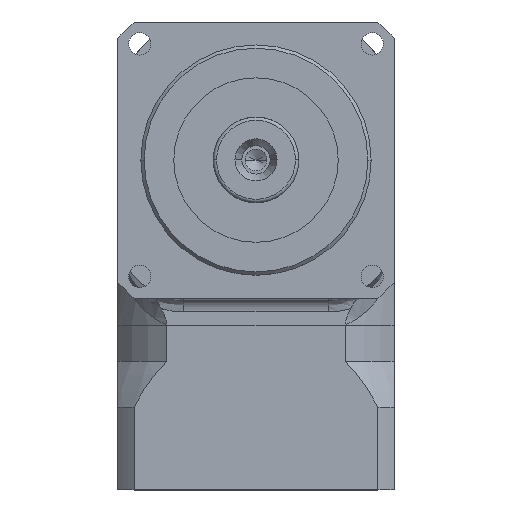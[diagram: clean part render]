
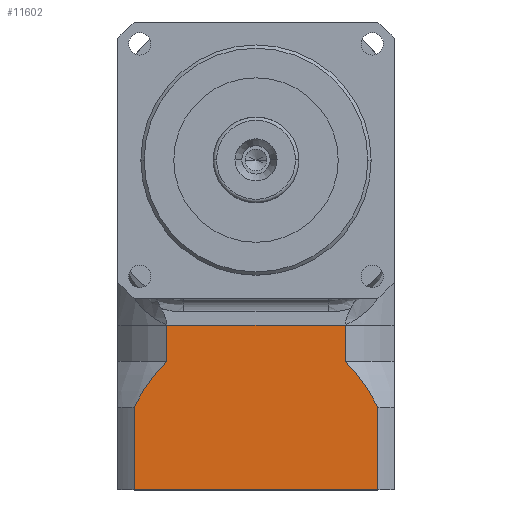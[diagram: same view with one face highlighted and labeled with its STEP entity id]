
A CAD part, top view. The second image highlights one B-rep face of the part: STEP entity #11602.
In plain terms, the highlighted planar face has unit normal (0, 0, 1).
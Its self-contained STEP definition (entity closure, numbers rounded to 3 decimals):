
#99 = CARTESIAN_POINT ( 'NONE',  ( 18.52, 0., 21. ) ) ;
#114 = ORIENTED_EDGE ( 'NONE', *, *, #5619, .T. ) ;
#234 = EDGE_CURVE ( 'NONE', #12720, #11581, #3153, .T. ) ;
#252 = EDGE_CURVE ( 'NONE', #8199, #688, #10250, .T. ) ;
#335 = CARTESIAN_POINT ( 'NONE',  ( -18.52, 12.5, 21. ) ) ;
#385 = CARTESIAN_POINT ( 'NONE',  ( -14.582, 18.49, 21. ) ) ;
#688 = VERTEX_POINT ( 'NONE', #11161 ) ;
#878 = CARTESIAN_POINT ( 'NONE',  ( -18.52, 23.735, 21. ) ) ;
#974 = DIRECTION ( 'NONE',  ( 0., -1., 0. ) ) ;
#985 = CARTESIAN_POINT ( 'NONE',  ( -13.565, 25., 21. ) ) ;
#1057 = VERTEX_POINT ( 'NONE', #4264 ) ;
#1132 = ORIENTED_EDGE ( 'NONE', *, *, #7625, .T. ) ;
#1275 = CARTESIAN_POINT ( 'NONE',  ( 21., 0., 21. ) ) ;
#1417 = VECTOR ( 'NONE', #11055, 1000. ) ;
#1433 = CARTESIAN_POINT ( 'NONE',  ( -13.565, 19.5, 21. ) ) ;
#1575 = VECTOR ( 'NONE', #974, 1000. ) ;
#1759 = DIRECTION ( 'NONE',  ( 1., 0., 0. ) ) ;
#2879 = CARTESIAN_POINT ( 'NONE',  ( 16.746, 15.632, 21. ) ) ;
#3073 = ORIENTED_EDGE ( 'NONE', *, *, #234, .T. ) ;
#3153 = LINE ( 'NONE', #3966, #1417 ) ;
#3258 = FACE_OUTER_BOUND ( 'NONE', #10802, .T. ) ;
#3649 = AXIS2_PLACEMENT_3D ( 'NONE', #8855, #4758, #1759 ) ;
#3679 = CARTESIAN_POINT ( 'NONE',  ( 13.565, 19.5, 21. ) ) ;
#3754 = PLANE ( 'NONE',  #3649 ) ;
#3966 = CARTESIAN_POINT ( 'NONE',  ( -13.565, 23.735, 21. ) ) ;
#4264 = CARTESIAN_POINT ( 'NONE',  ( 13.565, 25., 21. ) ) ;
#4316 = CARTESIAN_POINT ( 'NONE',  ( -15.507, 17.389, 21. ) ) ;
#4339 = VERTEX_POINT ( 'NONE', #99 ) ;
#4361 = CARTESIAN_POINT ( 'NONE',  ( -17.897, 13.788, 21. ) ) ;
#4758 = DIRECTION ( 'NONE',  ( 0., 0., 1. ) ) ;
#4780 = CARTESIAN_POINT ( 'NONE',  ( 17.134, 15.03, 21. ) ) ;
#4796 = CARTESIAN_POINT ( 'NONE',  ( -13.565, 19.5, 21. ) ) ;
#5010 = CARTESIAN_POINT ( 'NONE',  ( -13.565, 25., 21. ) ) ;
#5130 = EDGE_CURVE ( 'NONE', #11581, #8199, #10126, .T. ) ;
#5348 = EDGE_CURVE ( 'NONE', #12056, #11047, #6746, .T. ) ;
#5353 = LINE ( 'NONE', #985, #6626 ) ;
#5619 = EDGE_CURVE ( 'NONE', #4339, #12056, #8049, .T. ) ;
#5736 = ORIENTED_EDGE ( 'NONE', *, *, #6029, .F. ) ;
#6029 = EDGE_CURVE ( 'NONE', #12720, #1057, #5353, .T. ) ;
#6214 = EDGE_CURVE ( 'NONE', #688, #4339, #11973, .T. ) ;
#6279 = CARTESIAN_POINT ( 'NONE',  ( -17.174, 15.025, 21. ) ) ;
#6616 = VECTOR ( 'NONE', #11717, 1000. ) ;
#6626 = VECTOR ( 'NONE', #8994, 1000. ) ;
#6746 = B_SPLINE_CURVE_WITH_KNOTS ( 'NONE', 3,
 ( #11903, #8920, #10809, #4780, #2879, #6817, #8839, #9934 ),
 .UNSPECIFIED., .F., .F.,
 ( 4, 2, 2, 4 ),
 ( 0.121, 0.123, 0.125, 0.13 ),
 .UNSPECIFIED. ) ;
#6817 = CARTESIAN_POINT ( 'NONE',  ( 15.51, 17.384, 21. ) ) ;
#7197 = DIRECTION ( 'NONE',  ( 0., 1., 0. ) ) ;
#7310 = CARTESIAN_POINT ( 'NONE',  ( -18.52, 12.5, 21. ) ) ;
#7379 = ORIENTED_EDGE ( 'NONE', *, *, #6214, .T. ) ;
#7625 = EDGE_CURVE ( 'NONE', #11047, #1057, #9293, .T. ) ;
#7886 = CARTESIAN_POINT ( 'NONE',  ( 13.565, 23.735, 21. ) ) ;
#7893 = CARTESIAN_POINT ( 'NONE',  ( 18.52, 12.5, 21. ) ) ;
#8049 = LINE ( 'NONE', #12202, #12917 ) ;
#8199 = VERTEX_POINT ( 'NONE', #335 ) ;
#8839 = CARTESIAN_POINT ( 'NONE',  ( 14.591, 18.482, 21. ) ) ;
#8855 = CARTESIAN_POINT ( 'NONE',  ( 21., 0., 21. ) ) ;
#8920 = CARTESIAN_POINT ( 'NONE',  ( 18.204, 13.154, 21. ) ) ;
#8994 = DIRECTION ( 'NONE',  ( 1., 0., 0. ) ) ;
#9293 = LINE ( 'NONE', #7886, #6616 ) ;
#9429 = ORIENTED_EDGE ( 'NONE', *, *, #5348, .T. ) ;
#9934 = CARTESIAN_POINT ( 'NONE',  ( 13.565, 19.5, 21. ) ) ;
#9936 = VECTOR ( 'NONE', #12231, 1000. ) ;
#10126 = B_SPLINE_CURVE_WITH_KNOTS ( 'NONE', 3,
 ( #1433, #385, #4316, #6279, #4361, #7310 ),
 .UNSPECIFIED., .F., .F.,
 ( 4, 2, 4 ),
 ( 0.015, 0.019, 0.024 ),
 .UNSPECIFIED. ) ;
#10250 = LINE ( 'NONE', #878, #1575 ) ;
#10394 = ORIENTED_EDGE ( 'NONE', *, *, #5130, .T. ) ;
#10802 = EDGE_LOOP ( 'NONE', ( #1132, #5736, #3073, #10394, #11441, #7379, #114, #9429 ) ) ;
#10809 = CARTESIAN_POINT ( 'NONE',  ( 17.863, 13.792, 21. ) ) ;
#11047 = VERTEX_POINT ( 'NONE', #3679 ) ;
#11055 = DIRECTION ( 'NONE',  ( 0., -1., 0. ) ) ;
#11161 = CARTESIAN_POINT ( 'NONE',  ( -18.52, 0., 21. ) ) ;
#11441 = ORIENTED_EDGE ( 'NONE', *, *, #252, .T. ) ;
#11581 = VERTEX_POINT ( 'NONE', #4796 ) ;
#11602 = ADVANCED_FACE ( 'NONE', ( #3258 ), #3754, .T. ) ;
#11717 = DIRECTION ( 'NONE',  ( 0., 1., 0. ) ) ;
#11903 = CARTESIAN_POINT ( 'NONE',  ( 18.52, 12.5, 21. ) ) ;
#11973 = LINE ( 'NONE', #1275, #9936 ) ;
#12056 = VERTEX_POINT ( 'NONE', #7893 ) ;
#12202 = CARTESIAN_POINT ( 'NONE',  ( 18.52, 23.735, 21. ) ) ;
#12231 = DIRECTION ( 'NONE',  ( 1., 0., 0. ) ) ;
#12720 = VERTEX_POINT ( 'NONE', #5010 ) ;
#12917 = VECTOR ( 'NONE', #7197, 1000. ) ;
